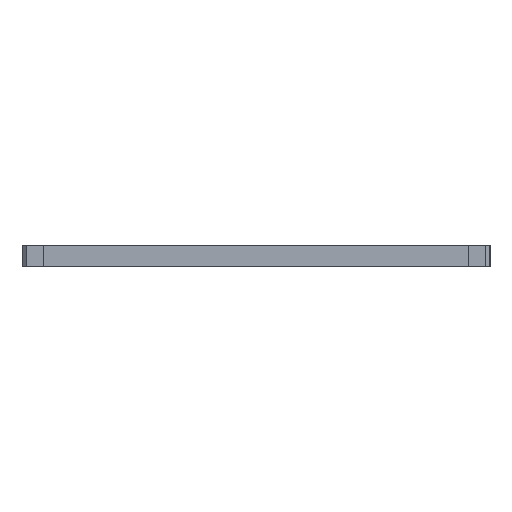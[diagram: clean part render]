
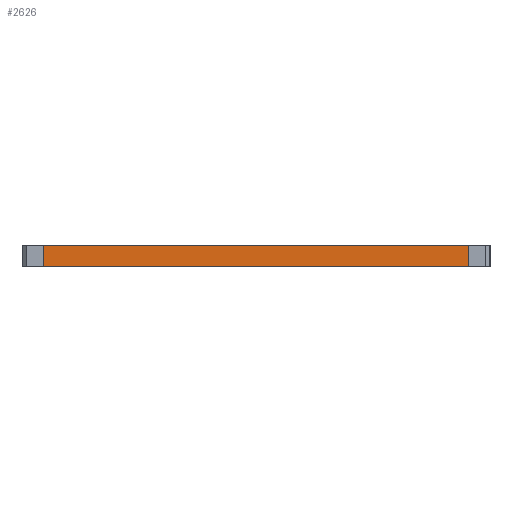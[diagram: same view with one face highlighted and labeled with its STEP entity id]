
A CAD part, left-side view. The second image highlights one B-rep face of the part: STEP entity #2626.
In plain terms, the highlighted planar face has unit normal (-1, 0, 0).
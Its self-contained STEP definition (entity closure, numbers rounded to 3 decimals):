
#14 = CARTESIAN_POINT ( 'NONE',  ( 0., 200., 0. ) ) ;
#70 = DIRECTION ( 'NONE',  ( 0., 0., 1. ) ) ;
#124 = ORIENTED_EDGE ( 'NONE', *, *, #363, .T. ) ;
#363 = EDGE_CURVE ( 'NONE', #976, #3893, #2305, .T. ) ;
#459 = EDGE_CURVE ( 'NONE', #976, #3683, #5103, .T. ) ;
#488 = VECTOR ( 'NONE', #2565, 1000. ) ;
#511 = ORIENTED_EDGE ( 'NONE', *, *, #459, .F. ) ;
#661 = ORIENTED_EDGE ( 'NONE', *, *, #3306, .T. ) ;
#891 = FACE_OUTER_BOUND ( 'NONE', #2173, .T. ) ;
#976 = VERTEX_POINT ( 'NONE', #3016 ) ;
#1003 = VERTEX_POINT ( 'NONE', #1328 ) ;
#1089 = CARTESIAN_POINT ( 'NONE',  ( 0., 0., -10. ) ) ;
#1215 = CARTESIAN_POINT ( 'NONE',  ( 0., 0., 0. ) ) ;
#1328 = CARTESIAN_POINT ( 'NONE',  ( 0., 0., 0. ) ) ;
#1602 = DIRECTION ( 'NONE',  ( 0., -1., 0. ) ) ;
#1705 = ORIENTED_EDGE ( 'NONE', *, *, #3695, .F. ) ;
#1728 = VECTOR ( 'NONE', #3630, 1000. ) ;
#2173 = EDGE_LOOP ( 'NONE', ( #1705, #511, #124, #661 ) ) ;
#2305 = LINE ( 'NONE', #1089, #2616 ) ;
#2565 = DIRECTION ( 'NONE',  ( 0., 0., 1. ) ) ;
#2616 = VECTOR ( 'NONE', #1602, 1000. ) ;
#2626 = ADVANCED_FACE ( 'NONE', ( #891 ), #3196, .T. ) ;
#2823 = DIRECTION ( 'NONE',  ( -1., 0., 0. ) ) ;
#2976 = CARTESIAN_POINT ( 'NONE',  ( 0., 0., -10. ) ) ;
#3016 = CARTESIAN_POINT ( 'NONE',  ( 0., 200., -10. ) ) ;
#3050 = VECTOR ( 'NONE', #4731, 1000. ) ;
#3196 = PLANE ( 'NONE',  #3968 ) ;
#3217 = LINE ( 'NONE', #1215, #1728 ) ;
#3306 = EDGE_CURVE ( 'NONE', #3893, #1003, #3640, .T. ) ;
#3630 = DIRECTION ( 'NONE',  ( 0., -1., 0. ) ) ;
#3640 = LINE ( 'NONE', #4103, #488 ) ;
#3683 = VERTEX_POINT ( 'NONE', #14 ) ;
#3695 = EDGE_CURVE ( 'NONE', #3683, #1003, #3217, .T. ) ;
#3893 = VERTEX_POINT ( 'NONE', #2976 ) ;
#3968 = AXIS2_PLACEMENT_3D ( 'NONE', #4801, #2823, #70 ) ;
#4103 = CARTESIAN_POINT ( 'NONE',  ( 0., 0., -10. ) ) ;
#4339 = CARTESIAN_POINT ( 'NONE',  ( 0., 200., -10. ) ) ;
#4731 = DIRECTION ( 'NONE',  ( 0., 0., 1. ) ) ;
#4801 = CARTESIAN_POINT ( 'NONE',  ( 0., 0., -10. ) ) ;
#5103 = LINE ( 'NONE', #4339, #3050 ) ;
